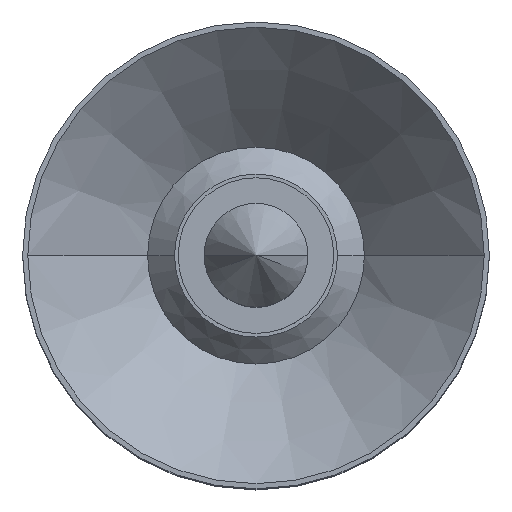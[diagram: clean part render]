
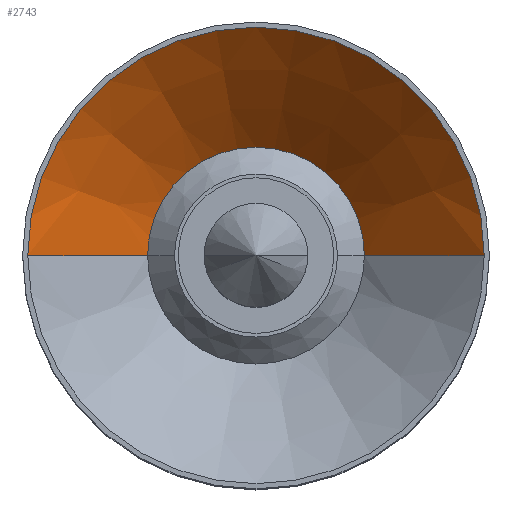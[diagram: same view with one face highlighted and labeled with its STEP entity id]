
A CAD part, top view. The second image highlights one B-rep face of the part: STEP entity #2743.
In plain terms, the highlighted conical face has half-angle 45 degrees and reference radius 2.2 mm.
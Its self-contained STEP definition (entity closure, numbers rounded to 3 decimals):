
#735 = AXIS2_PLACEMENT_3D ( 'NONE', #5558, #5559, #5560 ) ;
#736 = AXIS2_PLACEMENT_3D ( 'NONE', #5561, #5562, #5563 ) ;
#2743 = ADVANCED_FACE ( 'NONE', ( #4505 ), #4516, .F. ) ;
#3068 = DIRECTION ( 'NONE',  ( 0.707, 0., 0.707 ) ) ;
#3071 = CARTESIAN_POINT ( 'NONE',  ( 2.2, 0., 5.2 ) ) ;
#3075 = DIRECTION ( 'NONE',  ( -0.707, 0., 0.707 ) ) ;
#3078 = CARTESIAN_POINT ( 'NONE',  ( -2.2, 0., 5.2 ) ) ;
#3201 = EDGE_CURVE ( 'NONE', #3783, #3818, #4779, .T. ) ;
#3203 = EDGE_CURVE ( 'NONE', #3753, #3751, #4785, .T. ) ;
#3751 = VERTEX_POINT ( 'NONE', #5324 ) ;
#3753 = VERTEX_POINT ( 'NONE', #5326 ) ;
#3783 = VERTEX_POINT ( 'NONE', #5336 ) ;
#3818 = VERTEX_POINT ( 'NONE', #5338 ) ;
#4305 = DIRECTION ( 'NONE',  ( 1., 0., 0. ) ) ;
#4308 = DIRECTION ( 'NONE',  ( 0., 0., 1. ) ) ;
#4309 = CARTESIAN_POINT ( 'NONE',  ( 0., 0., 5.2 ) ) ;
#4505 = FACE_OUTER_BOUND ( 'NONE', #8058, .T. ) ;
#4516 = CONICAL_SURFACE ( 'NONE', #8809, 2.2, 0.785 ) ;
#4779 = LINE ( 'NONE', #3071, #4786 ) ;
#4785 = LINE ( 'NONE', #3078, #4789 ) ;
#4786 = VECTOR ( 'NONE', #3068, 1000. ) ;
#4789 = VECTOR ( 'NONE', #3075, 1000. ) ;
#5002 = CIRCLE ( 'NONE', #735, 2.2 ) ;
#5003 = CIRCLE ( 'NONE', #736, 1.045 ) ;
#5324 = CARTESIAN_POINT ( 'NONE',  ( -2.2, 0., 5.2 ) ) ;
#5326 = CARTESIAN_POINT ( 'NONE',  ( -1.045, 0., 4.045 ) ) ;
#5336 = CARTESIAN_POINT ( 'NONE',  ( 1.045, 0., 4.045 ) ) ;
#5338 = CARTESIAN_POINT ( 'NONE',  ( 2.2, 0., 5.2 ) ) ;
#5558 = CARTESIAN_POINT ( 'NONE',  ( 0., 0., 5.2 ) ) ;
#5559 = DIRECTION ( 'NONE',  ( 0., 0., 1. ) ) ;
#5560 = DIRECTION ( 'NONE',  ( 1., 0., 0. ) ) ;
#5561 = CARTESIAN_POINT ( 'NONE',  ( 0., 0., 4.045 ) ) ;
#5562 = DIRECTION ( 'NONE',  ( 0., 0., 1. ) ) ;
#5563 = DIRECTION ( 'NONE',  ( 1., 0., 0. ) ) ;
#6864 = ORIENTED_EDGE ( 'NONE', *, *, #3203, .F. ) ;
#6865 = ORIENTED_EDGE ( 'NONE', *, *, #8694, .F. ) ;
#6866 = ORIENTED_EDGE ( 'NONE', *, *, #3201, .T. ) ;
#6867 = ORIENTED_EDGE ( 'NONE', *, *, #8693, .T. ) ;
#8058 = EDGE_LOOP ( 'NONE', ( #6864, #6865, #6866, #6867 ) ) ;
#8693 = EDGE_CURVE ( 'NONE', #3818, #3751, #5002, .T. ) ;
#8694 = EDGE_CURVE ( 'NONE', #3783, #3753, #5003, .T. ) ;
#8809 = AXIS2_PLACEMENT_3D ( 'NONE', #4309, #4308, #4305 ) ;
